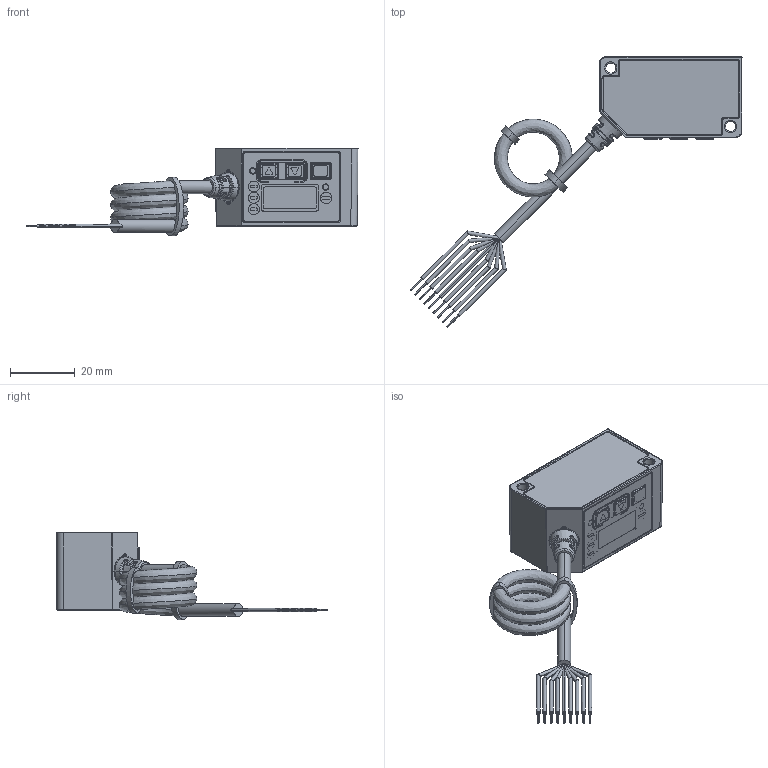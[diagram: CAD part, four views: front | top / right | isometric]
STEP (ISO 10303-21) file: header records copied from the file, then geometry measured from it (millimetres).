
FILE_DESCRIPTION((''),'2;1');
FILE_NAME('LD-500E-ASSY','2021-06-10T',('Gavin'),(''),'PRO/ENGINEER BY PARAMETRIC TECHNOLOGY CORPORATION, 2009440','PRO/ENGINEER BY PARAMETRIC TECHNOLOGY CORPORATION, 2009440','');
FILE_SCHEMA(('CONFIG_CONTROL_DESIGN'));
Products named in the file (1): LD-500E-ASSY
Bounding box: 102.47 x 83.47 x 27 mm (x, y, z)
Volume: 12595.1 mm3; surface area: 15865.9 mm2
Topology: 1 solids, 7 shells, 1440 faces, 3921 edges, 2453 vertices
Faces by surface type: plane 625, cylinder 466, bspline 144, torus 119, cone 42, sphere 25, extrusion 19
Entity records: 55431 total; most frequent: CARTESIAN_POINT 20499, ORIENTED_EDGE 7752, DIRECTION 6666, EDGE_CURVE 3888, VERTEX_POINT 2453, AXIS2_PLACEMENT_3D 2291, VECTOR 2084, LINE 2065
